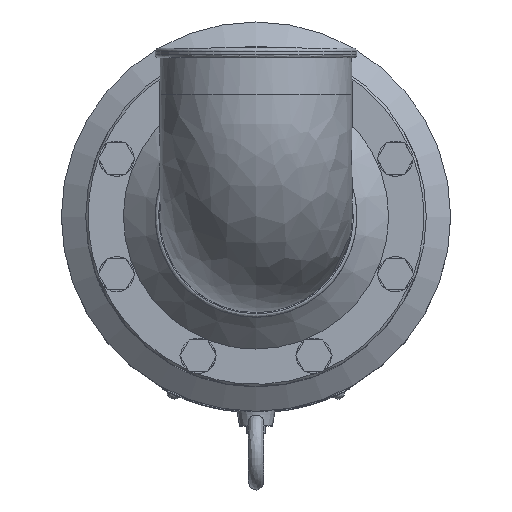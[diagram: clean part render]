
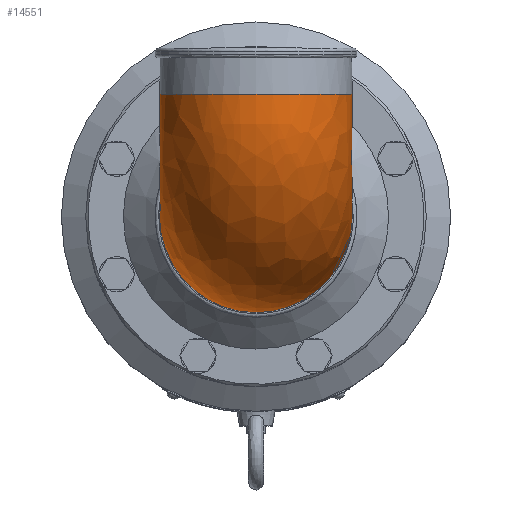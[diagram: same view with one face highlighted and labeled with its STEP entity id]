
A CAD part, top view. The second image highlights one B-rep face of the part: STEP entity #14551.
In plain terms, the highlighted free-form (B-spline) face has degree [3, 3] with [7, 4] control points.
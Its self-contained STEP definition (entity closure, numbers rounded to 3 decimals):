
#1951 = CARTESIAN_POINT ( 'NONE',  ( 0., 39.5, 74.5 ) ) ;
#3472 = DIRECTION ( 'NONE',  ( 0., 0., -1. ) ) ;
#6177 = CARTESIAN_POINT ( 'NONE',  ( 79., -2.428, 164. ) ) ;
#6933 = CARTESIAN_POINT ( 'NONE',  ( 0., 50., 124.5 ) ) ;
#7498 = EDGE_CURVE ( 'NONE', #32800, #32800, #18641, .T. ) ;
#7653 = DIRECTION ( 'NONE',  ( 0., -1., 0. ) ) ;
#10038 = CARTESIAN_POINT ( 'NONE',  ( 0., -39.5, 74.5 ) ) ;
#10580 = CARTESIAN_POINT ( 'NONE',  ( -79., -2.428, 164. ) ) ;
#11456 = FACE_OUTER_BOUND ( 'NONE', #51074, .T. ) ;
#11477 = AXIS2_PLACEMENT_3D ( 'NONE', #23938, #3472, #32792 ) ;
#12450 = ORIENTED_EDGE ( 'NONE', *, *, #21441, .T. ) ;
#14053 = CARTESIAN_POINT ( 'NONE',  ( 0., -39.5, 126.928 ) ) ;
#14399 = CARTESIAN_POINT ( 'NONE',  ( -79., 43.849, 85. ) ) ;
#14551 = ADVANCED_FACE ( 'NONE', ( #11456, #51517 ), #44001, .T. ) ;
#14769 = CARTESIAN_POINT ( 'NONE',  ( 79., -39.5, 74.5 ) ) ;
#18225 = CARTESIAN_POINT ( 'NONE',  ( 79., 43.849, 85. ) ) ;
#18593 = CARTESIAN_POINT ( 'NONE',  ( -79., 39.5, 80.651 ) ) ;
#18641 = CIRCLE ( 'NONE', #11477, 39.5 ) ;
#18955 = CARTESIAN_POINT ( 'NONE',  ( -79., 39.5, 74.5 ) ) ;
#19374 = CIRCLE ( 'NONE', #33250, 39.5 ) ;
#21441 = EDGE_CURVE ( 'NONE', #34940, #34940, #19374, .T. ) ;
#22250 = CARTESIAN_POINT ( 'NONE',  ( 0., -2.428, 164. ) ) ;
#22286 = ORIENTED_EDGE ( 'NONE', *, *, #7498, .F. ) ;
#22423 = CARTESIAN_POINT ( 'NONE',  ( 79., 50., 85. ) ) ;
#23938 = CARTESIAN_POINT ( 'NONE',  ( 0., 0., 74.5 ) ) ;
#26470 = CARTESIAN_POINT ( 'NONE',  ( 0., -39.5, 126.928 ) ) ;
#26644 = CARTESIAN_POINT ( 'NONE',  ( -79., -39.5, 74.5 ) ) ;
#27016 = CARTESIAN_POINT ( 'NONE',  ( -79., -39.5, 126.928 ) ) ;
#30727 = CARTESIAN_POINT ( 'NONE',  ( 0., -2.428, 164. ) ) ;
#31268 = CARTESIAN_POINT ( 'NONE',  ( 79., 39.5, 80.651 ) ) ;
#31463 = CARTESIAN_POINT ( 'NONE',  ( 0., 50., 164. ) ) ;
#32209 = DIRECTION ( 'NONE',  ( 0., 0., 1. ) ) ;
#32792 = DIRECTION ( 'NONE',  ( -1., 0., 0. ) ) ;
#32800 = VERTEX_POINT ( 'NONE', #38580 ) ;
#33250 = AXIS2_PLACEMENT_3D ( 'NONE', #6933, #7653, #32209 ) ;
#34940 = VERTEX_POINT ( 'NONE', #51766 ) ;
#35333 = CARTESIAN_POINT ( 'NONE',  ( -79., 50., 85. ) ) ;
#35513 = CARTESIAN_POINT ( 'NONE',  ( 79., 39.5, 74.5 ) ) ;
#38580 = CARTESIAN_POINT ( 'NONE',  ( -39.5, 0., 74.5 ) ) ;
#39751 = CARTESIAN_POINT ( 'NONE',  ( 79., -39.5, 126.928 ) ) ;
#39943 = CARTESIAN_POINT ( 'NONE',  ( 79., 50., 164. ) ) ;
#43804 = CARTESIAN_POINT ( 'NONE',  ( 0., 50., 85. ) ) ;
#43993 = CARTESIAN_POINT ( 'NONE',  ( 0., 43.849, 85. ) ) ;
#44001 =( BOUNDED_SURFACE ( )  B_SPLINE_SURFACE ( 3, 3, ( 
 ( #31463, #30727, #14053, #10038 ),
 ( #52232, #10580, #27016, #26644 ),
 ( #35333, #14399, #18593, #18955 ),
 ( #43804, #43993, #48214, #1951 ),
 ( #22423, #18225, #31268, #35513 ),
 ( #39943, #6177, #39751, #14769 ),
 ( #44182, #22250, #26470, #51857 ) ),
 .UNSPECIFIED., .T., .F., .F. ) 
 B_SPLINE_SURFACE_WITH_KNOTS ( ( 4, 3, 4 ),
 ( 4, 4 ),
 ( 0., 0.5, 1. ),
 ( 0., 1. ),
 .UNSPECIFIED. ) 
 GEOMETRIC_REPRESENTATION_ITEM ( )  RATIONAL_B_SPLINE_SURFACE ( (
 ( 1., 0.805, 0.805, 1.),
 ( 0.333, 0.268, 0.268, 0.333),
 ( 0.333, 0.268, 0.268, 0.333),
 ( 1., 0.805, 0.805, 1.),
 ( 0.333, 0.268, 0.268, 0.333),
 ( 0.333, 0.268, 0.268, 0.333),
 ( 1., 0.805, 0.805, 1.) ) ) 
 REPRESENTATION_ITEM ( '' )  SURFACE ( )  );
#44182 = CARTESIAN_POINT ( 'NONE',  ( 0., 50., 164. ) ) ;
#48214 = CARTESIAN_POINT ( 'NONE',  ( 0., 39.5, 80.651 ) ) ;
#48247 = EDGE_LOOP ( 'NONE', ( #12450 ) ) ;
#51074 = EDGE_LOOP ( 'NONE', ( #22286 ) ) ;
#51517 = FACE_OUTER_BOUND ( 'NONE', #48247, .T. ) ;
#51766 = CARTESIAN_POINT ( 'NONE',  ( 0., 50., 164. ) ) ;
#51857 = CARTESIAN_POINT ( 'NONE',  ( 0., -39.5, 74.5 ) ) ;
#52232 = CARTESIAN_POINT ( 'NONE',  ( -79., 50., 164. ) ) ;
